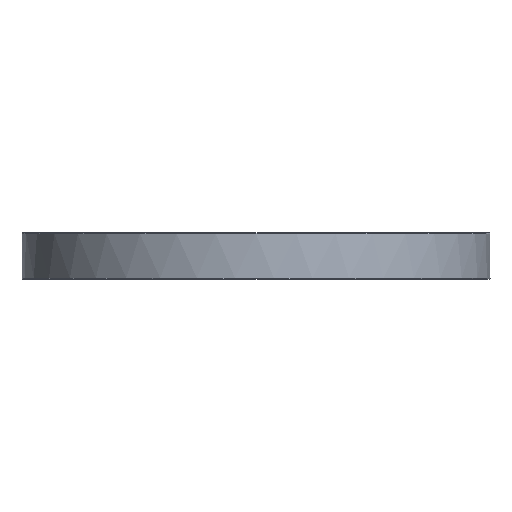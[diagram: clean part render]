
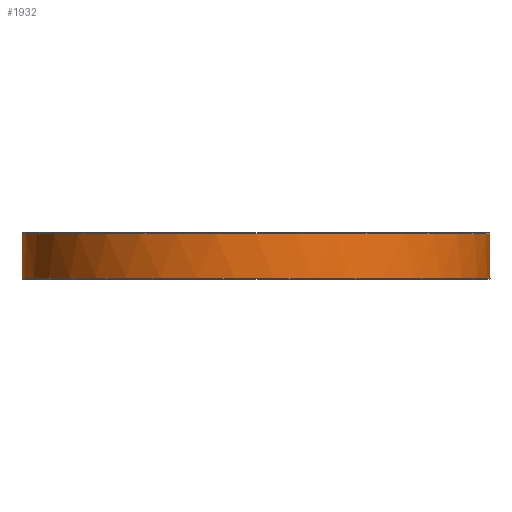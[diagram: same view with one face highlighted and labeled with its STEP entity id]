
A CAD part, front view. The second image highlights one B-rep face of the part: STEP entity #1932.
In plain terms, the highlighted cylindrical face has radius 126.5 mm (diameter 253 mm), a full revolution.
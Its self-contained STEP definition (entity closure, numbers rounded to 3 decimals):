
#555=CARTESIAN_POINT('',(126.489,-1.658,24.5));
#556=VERTEX_POINT('',#555);
#572=CARTESIAN_POINT('',(126.489,1.658,24.5));
#573=VERTEX_POINT('',#572);
#574=CARTESIAN_POINT('',(126.489,1.658,24.5));
#575=CARTESIAN_POINT('',(126.493,1.397,24.327));
#576=CARTESIAN_POINT('',(126.496,1.103,24.192));
#577=CARTESIAN_POINT('',(126.497,0.799,24.108));
#578=CARTESIAN_POINT('',(126.499,0.592,24.051));
#579=CARTESIAN_POINT('',(126.5,0.38,24.017));
#580=CARTESIAN_POINT('',(126.5,0.173,24.005));
#581=CARTESIAN_POINT('',(126.5,-0.003,23.995));
#582=CARTESIAN_POINT('',(126.5,-0.175,24.));
#583=CARTESIAN_POINT('',(126.5,-0.353,24.021));
#584=CARTESIAN_POINT('',(126.498,-0.747,24.068));
#585=CARTESIAN_POINT('',(126.495,-1.148,24.199));
#586=CARTESIAN_POINT('',(126.491,-1.499,24.401));
#587=CARTESIAN_POINT('',(126.49,-1.553,24.433));
#588=CARTESIAN_POINT('',(126.49,-1.606,24.466));
#589=CARTESIAN_POINT('',(126.489,-1.658,24.5));
#590=B_SPLINE_CURVE_WITH_KNOTS('',3,(#574,#575,#576,#577,#578,#579,#580,#581,#582,#583,#584,#585,#586,#587,#588,#589),.UNSPECIFIED.,.F.,.U.,(4,3,3,3,3,4),(1.188,1.278,1.339,1.391,1.506,1.524),.UNSPECIFIED.);
#591=EDGE_CURVE('',#573,#556,#590,.T.);
#872=CARTESIAN_POINT('',(-126.489,1.658,24.5));
#873=VERTEX_POINT('',#872);
#874=CARTESIAN_POINT('',(0.0,0.0,24.5));
#875=DIRECTION('',(0.0,0.0,1.0));
#876=DIRECTION('',(-1.0,0.0,0.0));
#877=AXIS2_PLACEMENT_3D('',#874,#875,#876);
#878=CIRCLE('',#877,126.5);
#879=EDGE_CURVE('',#573,#873,#878,.T.);
#907=CARTESIAN_POINT('',(-126.489,-1.658,24.5));
#908=VERTEX_POINT('',#907);
#909=CARTESIAN_POINT('',(-126.489,-1.658,24.5));
#910=CARTESIAN_POINT('',(-126.494,-1.323,24.278));
#911=CARTESIAN_POINT('',(-126.497,-0.932,24.12));
#912=CARTESIAN_POINT('',(-126.499,-0.538,24.049));
#913=CARTESIAN_POINT('',(-126.5,-0.363,24.017));
#914=CARTESIAN_POINT('',(-126.5,-0.188,24.001));
#915=CARTESIAN_POINT('',(-126.5,-0.018,24.));
#916=CARTESIAN_POINT('',(-126.5,0.156,23.999));
#917=CARTESIAN_POINT('',(-126.5,0.334,24.013));
#918=CARTESIAN_POINT('',(-126.499,0.513,24.044));
#919=CARTESIAN_POINT('',(-126.497,0.916,24.114));
#920=CARTESIAN_POINT('',(-126.494,1.316,24.273));
#921=CARTESIAN_POINT('',(-126.489,1.658,24.5));
#922=B_SPLINE_CURVE_WITH_KNOTS('',3,(#909,#910,#911,#912,#913,#914,#915,#916,#917,#918,#919,#920,#921),.UNSPECIFIED.,.F.,.U.,(4,3,3,3,4),(0.284,0.399,0.45,0.502,0.62),.UNSPECIFIED.);
#923=EDGE_CURVE('',#908,#873,#922,.T.);
#1897=CARTESIAN_POINT('',(126.5,0.,0.5));
#1898=VERTEX_POINT('',#1897);
#1899=CARTESIAN_POINT('',(0.0,0.0,0.5));
#1900=DIRECTION('',(0.0,0.0,-1.0));
#1901=DIRECTION('',(-1.0,0.0,0.0));
#1902=AXIS2_PLACEMENT_3D('',#1899,#1900,#1901);
#1903=CIRCLE('',#1902,126.5);
#1904=EDGE_CURVE('',#1898,#1898,#1903,.T.);
#1912=CARTESIAN_POINT('',(0.0,0.0,0.0));
#1913=DIRECTION('',(0.0,0.0,1.0));
#1914=DIRECTION('',(-1.0,0.0,0.0));
#1915=AXIS2_PLACEMENT_3D('',#1912,#1913,#1914);
#1916=CYLINDRICAL_SURFACE('',#1915,126.5);
#1917=ORIENTED_EDGE('',*,*,#591,.T.);
#1918=CARTESIAN_POINT('',(0.0,0.0,24.5));
#1919=DIRECTION('',(0.0,0.0,1.0));
#1920=DIRECTION('',(-1.0,0.0,0.0));
#1921=AXIS2_PLACEMENT_3D('',#1918,#1919,#1920);
#1922=CIRCLE('',#1921,126.5);
#1923=EDGE_CURVE('',#908,#556,#1922,.T.);
#1924=ORIENTED_EDGE('',*,*,#1923,.F.);
#1925=ORIENTED_EDGE('',*,*,#923,.T.);
#1926=ORIENTED_EDGE('',*,*,#879,.F.);
#1927=EDGE_LOOP('',(#1917,#1924,#1925,#1926));
#1928=FACE_OUTER_BOUND('',#1927,.T.);
#1929=ORIENTED_EDGE('',*,*,#1904,.F.);
#1930=EDGE_LOOP('',(#1929));
#1931=FACE_BOUND('',#1930,.T.);
#1932=ADVANCED_FACE('',(#1928,#1931),#1916,.T.);
